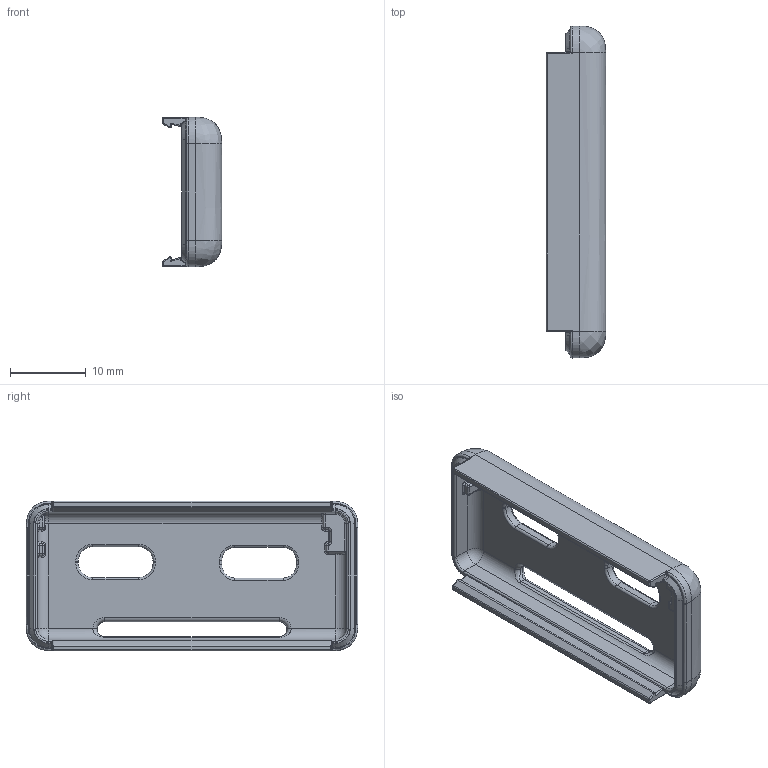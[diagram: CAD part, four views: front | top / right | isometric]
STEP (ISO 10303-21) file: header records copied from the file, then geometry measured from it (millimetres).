
FILE_DESCRIPTION(/* description */ ('STEP AP242','CAx-IF Rec.Pracs.---Representation and Presentation of Product Manufacturing Information (PMI)---4.0---2014-10-13','CAx-IF Rec.Pracs.---3D Tessellated Geometry---0.4---2014-09-14','2;1'),/* implementation_level */ '2;1');
FILE_NAME(/* name */ '668fd3a973fd9d0550b1632c',/* time_stamp */ '2024-07-11T12:44:26Z',/* author */ (''),/* organization */ (''),/* preprocessor_version */ 'ST-DEVELOPER v20',/* originating_system */ ' ',/* authorisation */ ' ');
FILE_SCHEMA (('AP242_MANAGED_MODEL_BASED_3D_ENGINEERING_MIM_LF { 1 0 10303 442 1 1 4 }'));
Length unit declared in the file: metre
Products named in the file (1): TOP
Bounding box: 7.85 x 43.85 x 19.77 mm (x, y, z)
Volume: 1792 mm3; surface area: 2766 mm2
Topology: 1 solids, 1 shells, 324 faces, 766 edges, 420 vertices
Faces by surface type: cylinder 135, torus 66, plane 56, bspline 48, sphere 15, cone 4
Entity records: 10564 total; most frequent: CARTESIAN_POINT 3366, DIRECTION 1574, ORIENTED_EDGE 1488, EDGE_CURVE 744, AXIS2_PLACEMENT_3D 640, VERTEX_POINT 420, CIRCLE 339, EDGE_LOOP 328
